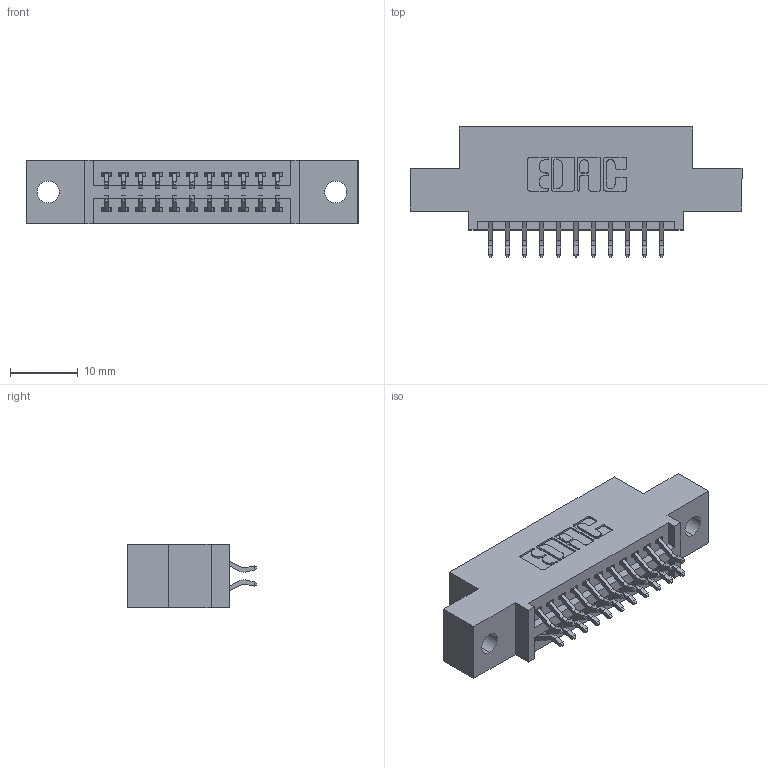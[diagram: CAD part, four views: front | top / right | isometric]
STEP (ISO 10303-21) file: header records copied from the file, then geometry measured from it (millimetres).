
FILE_DESCRIPTION (( 'STEP AP203' ), '1' );
FILE_NAME ('395-022-556-502.STEP', '2019-10-15T23:39:31', ( '' ), ( '' ), 'SwSTEP 2.0', 'SolidWorks 2016', '' );
FILE_SCHEMA (( 'CONFIG_CONTROL_DESIGN' ));
Length unit declared in the file: inch
Products named in the file (3): 395-022-556-502; 345 Part_0.110 Offset - 0.128 Dia; 345-292-001_556 Tail
Assembly tree (23 placements, depth 2):
  395-022-556-502
    345 Part_0.110 Offset - 0.128 Dia
    345-292-001_556 Tail  x22
Bounding box: 49.15 x 19.24 x 9.4 mm (x, y, z)
Volume: 4375.7 mm3; surface area: 5668.5 mm2
Topology: 23 solids, 23 shells, 1362 faces, 4027 edges, 2654 vertices
Faces by surface type: plane 898, cylinder 464
Entity records: 13159 total; most frequent: CARTESIAN_POINT 2252, ORIENTED_EDGE 2174, DIRECTION 2011, EDGE_CURVE 1087, LINE 903, VECTOR 903, VERTEX_POINT 722, AXIS2_PLACEMENT_3D 554
